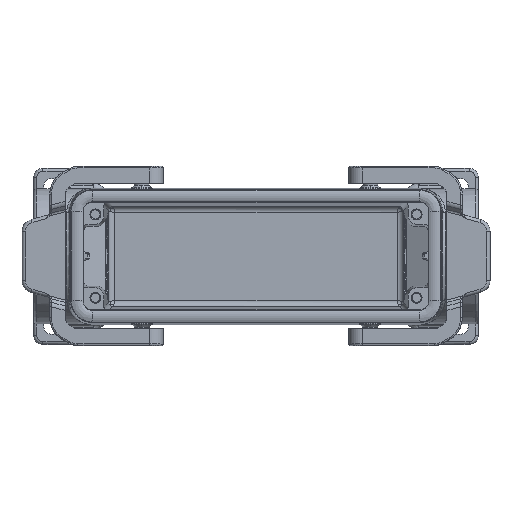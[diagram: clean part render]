
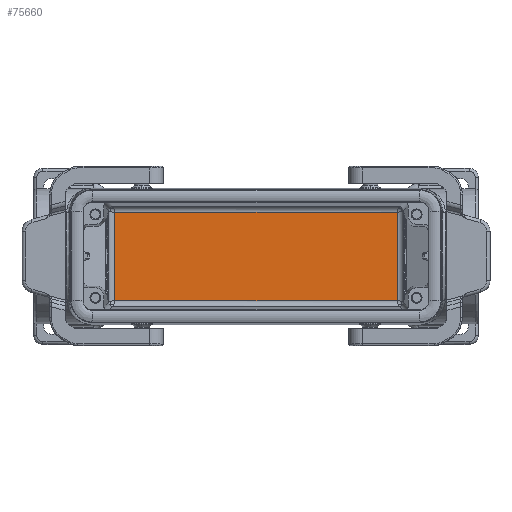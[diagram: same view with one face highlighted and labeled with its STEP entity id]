
A CAD part, top view. The second image highlights one B-rep face of the part: STEP entity #75660.
In plain terms, the highlighted planar face has unit normal (0, 0, 1).
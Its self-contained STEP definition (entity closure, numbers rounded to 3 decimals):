
#29280=CARTESIAN_POINT('',(60.319,25.922,3.))
;
#29290=DIRECTION('',(-1.,0.,0.));
#29300=VECTOR('',#29290,1.);
#29310=LINE('',#29280,#29300);
#29320=CARTESIAN_POINT('',(106.102,25.922,
3.));
#29330=VERTEX_POINT('',#29320);
#29340=CARTESIAN_POINT('',(14.535,25.922,
3.));
#29350=VERTEX_POINT('',#29340);
#29360=EDGE_CURVE('',#29330,#29350,#29310,.T.);
#38620=CARTESIAN_POINT('',(97.269,40.205,3.));
#38630=DIRECTION('',(0.,0.,1.));
#38640=DIRECTION('',(-1.,0.,0.));
#38650=AXIS2_PLACEMENT_3D('',#38620,#38630,#38640);
#38660=PLANE('',#38650);
#42080=CARTESIAN_POINT('',(106.102,54.488,
3.));
#42090=VERTEX_POINT('',#42080);
#58590=CARTESIAN_POINT('',(14.535,54.488,
3.));
#58600=VERTEX_POINT('',#58590);
#66050=CARTESIAN_POINT('',(14.535,40.205,3.));
#66060=DIRECTION('',(0.,1.,0.));
#66070=VECTOR('',#66060,1.);
#66080=LINE('',#66050,#66070);
#66090=EDGE_CURVE('',#29350,#58600,#66080,.T.);
#75500=ORIENTED_EDGE('',*,*,#29360,.F.);
#75510=ORIENTED_EDGE('',*,*,#66090,.F.);
#75520=CARTESIAN_POINT('',(60.319,54.488,3.))
;
#75530=DIRECTION('',(-1.,0.,0.));
#75540=VECTOR('',#75530,1.);
#75550=LINE('',#75520,#75540);
#75560=EDGE_CURVE('',#42090,#58600,#75550,.T.);
#75570=ORIENTED_EDGE('',*,*,#75560,.T.);
#75580=CARTESIAN_POINT('',(106.102,40.205,3.));
#75590=DIRECTION('',(0.,1.,0.));
#75600=VECTOR('',#75590,1.);
#75610=LINE('',#75580,#75600);
#75620=EDGE_CURVE('',#29330,#42090,#75610,.T.);
#75630=ORIENTED_EDGE('',*,*,#75620,.T.);
#75640=EDGE_LOOP('',(#75630,#75570,#75510,#75500));
#75650=FACE_OUTER_BOUND('',#75640,.T.);
#75660=ADVANCED_FACE('',(#75650),#38660,.T.);
